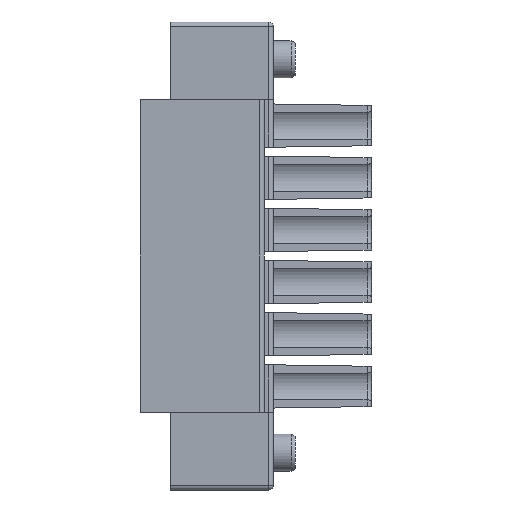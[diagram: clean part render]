
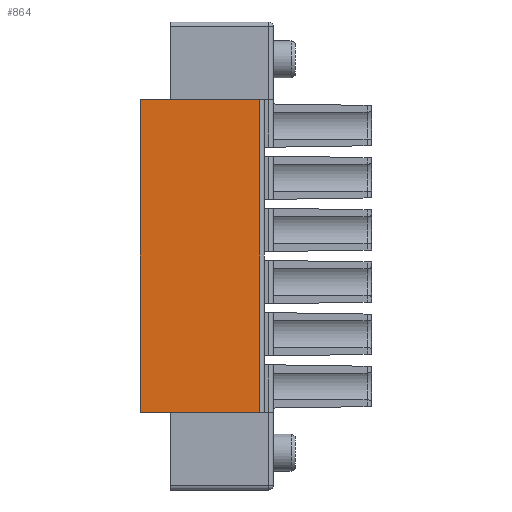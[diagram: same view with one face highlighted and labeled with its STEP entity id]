
A CAD part, front view. The second image highlights one B-rep face of the part: STEP entity #864.
In plain terms, the highlighted planar face has unit normal (0, -1, 0).
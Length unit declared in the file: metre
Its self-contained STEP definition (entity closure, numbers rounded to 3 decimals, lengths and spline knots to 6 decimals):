
#864=ADVANCED_FACE('',(#2116),#2117,.T.);
#2116=FACE_OUTER_BOUND('',#3805,.T.);
#2117=PLANE('',#3806);
#3805=EDGE_LOOP('',(#6451,#6452,#6453,#6454));
#3806=AXIS2_PLACEMENT_3D('',#6455,#6456,#6457);
#6451=ORIENTED_EDGE('',*,*,#10600,.F.);
#6452=ORIENTED_EDGE('',*,*,#10659,.F.);
#6453=ORIENTED_EDGE('',*,*,#10594,.T.);
#6454=ORIENTED_EDGE('',*,*,#10660,.T.);
#6455=CARTESIAN_POINT('',(0.21085,0.019524,-0.0032));
#6456=DIRECTION('',(0.,-1.0,0.));
#6457=DIRECTION('',(0.0,0.,-1.0));
#10594=EDGE_CURVE('',#12967,#12968,#12969,.T.);
#10600=EDGE_CURVE('',#12976,#12978,#12979,.T.);
#10659=EDGE_CURVE('',#12967,#12976,#13078,.T.);
#10660=EDGE_CURVE('',#12968,#12978,#13079,.T.);
#12967=VERTEX_POINT('',#16458);
#12968=VERTEX_POINT('',#16459);
#12969=LINE('',#16460,#16461);
#12976=VERTEX_POINT('',#16471);
#12978=VERTEX_POINT('',#16473);
#12979=LINE('',#16474,#16475);
#13078=LINE('',#16620,#16621);
#13079=LINE('',#16622,#16623);
#16458=CARTESIAN_POINT('',(0.20285,0.019524,0.0073));
#16459=CARTESIAN_POINT('',(0.20285,0.019524,-0.0137));
#16460=CARTESIAN_POINT('',(0.20285,0.019524,-0.0032));
#16461=VECTOR('',#19442,1.0);
#16471=CARTESIAN_POINT('',(0.21085,0.019524,0.0073));
#16473=CARTESIAN_POINT('',(0.21085,0.019524,-0.0137));
#16474=CARTESIAN_POINT('',(0.21085,0.019524,-0.0032));
#16475=VECTOR('',#19449,1.0);
#16620=CARTESIAN_POINT('',(0.21805,0.019524,0.0073));
#16621=VECTOR('',#19523,1.0);
#16622=CARTESIAN_POINT('',(0.21805,0.019524,-0.0137));
#16623=VECTOR('',#19524,1.0);
#19442=DIRECTION('',(0.,0.,-1.0));
#19449=DIRECTION('',(0.,0.,-1.0));
#19523=DIRECTION('',(1.0,0.,0.));
#19524=DIRECTION('',(1.0,0.,0.));
